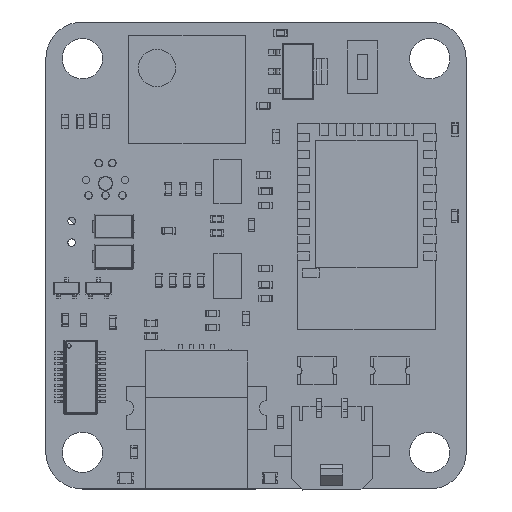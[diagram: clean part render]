
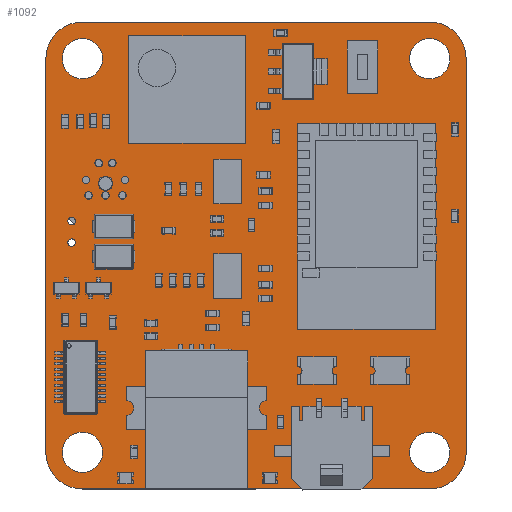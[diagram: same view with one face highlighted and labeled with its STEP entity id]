
A CAD part, top view. The second image highlights one B-rep face of the part: STEP entity #1092.
In plain terms, the highlighted planar face has unit normal (0, 0, 1).
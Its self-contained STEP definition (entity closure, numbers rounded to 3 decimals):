
#251 = VERTEX_POINT('',#252);
#252 = CARTESIAN_POINT('',(-4.326,-46.464,0.));
#258 = EDGE_CURVE('',#251,#259,#261,.T.);
#259 = VERTEX_POINT('',#260);
#260 = CARTESIAN_POINT('',(-4.322,0.,0.)
  );
#261 = LINE('',#262,#263);
#262 = CARTESIAN_POINT('',(-4.326,-46.464,0.));
#263 = VECTOR('',#264,1.);
#264 = DIRECTION('',(0.,1.,0.));
#289 = EDGE_CURVE('',#259,#290,#292,.T.);
#290 = VERTEX_POINT('',#291);
#291 = CARTESIAN_POINT('',(0.,4.318,0.));
#292 = CIRCLE('',#293,4.316);
#293 = AXIS2_PLACEMENT_3D('',#294,#295,#296);
#294 = CARTESIAN_POINT('',(-0.006,0.002,
    0.));
#295 = DIRECTION('',(0.,0.,-1.));
#296 = DIRECTION('',(-1.,-0.001,0.));
#322 = EDGE_CURVE('',#290,#323,#325,.T.);
#323 = VERTEX_POINT('',#324);
#324 = CARTESIAN_POINT('',(40.964,4.322,0.));
#325 = LINE('',#326,#327);
#326 = CARTESIAN_POINT('',(0.,4.318,0.));
#327 = VECTOR('',#328,1.);
#328 = DIRECTION('',(1.,0.,0.));
#353 = EDGE_CURVE('',#323,#354,#356,.T.);
#354 = VERTEX_POINT('',#355);
#355 = CARTESIAN_POINT('',(45.282,0.,0.));
#356 = CIRCLE('',#357,4.316);
#357 = AXIS2_PLACEMENT_3D('',#358,#359,#360);
#358 = CARTESIAN_POINT('',(40.966,0.006,0.)
  );
#359 = DIRECTION('',(0.,0.,-1.));
#360 = DIRECTION('',(-0.001,1.,0.));
#386 = EDGE_CURVE('',#354,#387,#389,.T.);
#387 = VERTEX_POINT('',#388);
#388 = CARTESIAN_POINT('',(45.286,-46.464,0.));
#389 = LINE('',#390,#391);
#390 = CARTESIAN_POINT('',(45.282,0.,0.));
#391 = VECTOR('',#392,1.);
#392 = DIRECTION('',(0.,-1.,0.));
#417 = EDGE_CURVE('',#387,#418,#420,.T.);
#418 = VERTEX_POINT('',#419);
#419 = CARTESIAN_POINT('',(40.964,-50.782,0.));
#420 = CIRCLE('',#421,4.316);
#421 = AXIS2_PLACEMENT_3D('',#422,#423,#424);
#422 = CARTESIAN_POINT('',(40.97,-46.466,0.));
#423 = DIRECTION('',(0.,0.,-1.));
#424 = DIRECTION('',(1.,0.001,0.));
#450 = EDGE_CURVE('',#418,#451,#453,.T.);
#451 = VERTEX_POINT('',#452);
#452 = CARTESIAN_POINT('',(0.,-50.786,0.)
  );
#453 = LINE('',#454,#455);
#454 = CARTESIAN_POINT('',(40.964,-50.782,0.));
#455 = VECTOR('',#456,1.);
#456 = DIRECTION('',(-1.,0.,0.));
#481 = EDGE_CURVE('',#451,#251,#482,.T.);
#482 = CIRCLE('',#483,4.329);
#483 = AXIS2_PLACEMENT_3D('',#484,#485,#486);
#484 = CARTESIAN_POINT('',(0.003,-46.457,0.)
  );
#485 = DIRECTION('',(0.,0.,-1.));
#486 = DIRECTION('',(-0.001,-1.,0.));
#507 = VERTEX_POINT('',#508);
#508 = CARTESIAN_POINT('',(-0.82,-21.717,0.));
#514 = EDGE_CURVE('',#507,#507,#515,.T.);
#515 = CIRCLE('',#516,0.45);
#516 = AXIS2_PLACEMENT_3D('',#517,#518,#519);
#517 = CARTESIAN_POINT('',(-1.27,-21.717,0.));
#518 = DIRECTION('',(0.,0.,1.));
#519 = DIRECTION('',(1.,0.,0.));
#540 = VERTEX_POINT('',#541);
#541 = CARTESIAN_POINT('',(-0.82,-19.177,0.));
#547 = EDGE_CURVE('',#540,#540,#548,.T.);
#548 = CIRCLE('',#549,0.45);
#549 = AXIS2_PLACEMENT_3D('',#550,#551,#552);
#550 = CARTESIAN_POINT('',(-1.27,-19.177,0.));
#551 = DIRECTION('',(0.,0.,1.));
#552 = DIRECTION('',(1.,0.,0.));
#573 = VERTEX_POINT('',#574);
#574 = CARTESIAN_POINT('',(2.38,-46.464,0.));
#580 = EDGE_CURVE('',#573,#573,#581,.T.);
#581 = CIRCLE('',#582,2.38);
#582 = AXIS2_PLACEMENT_3D('',#583,#584,#585);
#583 = CARTESIAN_POINT('',(0.,-46.464,0.));
#584 = DIRECTION('',(0.,0.,1.));
#585 = DIRECTION('',(1.,0.,0.));
#606 = VERTEX_POINT('',#607);
#607 = CARTESIAN_POINT('',(1.171,-16.132,0.));
#613 = EDGE_CURVE('',#606,#606,#614,.T.);
#614 = CIRCLE('',#615,0.45);
#615 = AXIS2_PLACEMENT_3D('',#616,#617,#618);
#616 = CARTESIAN_POINT('',(0.721,-16.132,0.));
#617 = DIRECTION('',(0.,0.,1.));
#618 = DIRECTION('',(1.,0.,0.));
#639 = VERTEX_POINT('',#640);
#640 = CARTESIAN_POINT('',(0.871,-14.332,0.));
#646 = EDGE_CURVE('',#639,#639,#647,.T.);
#647 = CIRCLE('',#648,0.45);
#648 = AXIS2_PLACEMENT_3D('',#649,#650,#651);
#649 = CARTESIAN_POINT('',(0.421,-14.332,0.));
#650 = DIRECTION('',(0.,0.,1.));
#651 = DIRECTION('',(1.,0.,0.));
#672 = VERTEX_POINT('',#673);
#673 = CARTESIAN_POINT('',(2.371,-12.332,0.));
#679 = EDGE_CURVE('',#672,#672,#680,.T.);
#680 = CIRCLE('',#681,0.45);
#681 = AXIS2_PLACEMENT_3D('',#682,#683,#684);
#682 = CARTESIAN_POINT('',(1.921,-12.332,0.));
#683 = DIRECTION('',(0.,0.,1.));
#684 = DIRECTION('',(1.,0.,0.));
#705 = VERTEX_POINT('',#706);
#706 = CARTESIAN_POINT('',(3.571,-14.732,0.));
#712 = EDGE_CURVE('',#705,#705,#713,.T.);
#713 = CIRCLE('',#714,0.85);
#714 = AXIS2_PLACEMENT_3D('',#715,#716,#717);
#715 = CARTESIAN_POINT('',(2.721,-14.732,0.));
#716 = DIRECTION('',(0.,0.,1.));
#717 = DIRECTION('',(1.,0.,0.));
#738 = VERTEX_POINT('',#739);
#739 = CARTESIAN_POINT('',(2.38,0.,0.));
#745 = EDGE_CURVE('',#738,#738,#746,.T.);
#746 = CIRCLE('',#747,2.38);
#747 = AXIS2_PLACEMENT_3D('',#748,#749,#750);
#748 = CARTESIAN_POINT('',(0.,0.,0.));
#749 = DIRECTION('',(0.,0.,1.));
#750 = DIRECTION('',(1.,0.,0.));
#771 = VERTEX_POINT('',#772);
#772 = CARTESIAN_POINT('',(11.412,-41.806,0.));
#778 = EDGE_CURVE('',#771,#771,#779,.T.);
#779 = CIRCLE('',#780,0.7);
#780 = AXIS2_PLACEMENT_3D('',#781,#782,#783);
#781 = CARTESIAN_POINT('',(10.712,-41.806,0.));
#782 = DIRECTION('',(0.,0.,1.));
#783 = DIRECTION('',(1.,0.,0.));
#804 = VERTEX_POINT('',#805);
#805 = CARTESIAN_POINT('',(5.171,-16.132,0.));
#811 = EDGE_CURVE('',#804,#804,#812,.T.);
#812 = CIRCLE('',#813,0.45);
#813 = AXIS2_PLACEMENT_3D('',#814,#815,#816);
#814 = CARTESIAN_POINT('',(4.721,-16.132,0.));
#815 = DIRECTION('',(0.,0.,1.));
#816 = DIRECTION('',(1.,0.,0.));
#837 = VERTEX_POINT('',#838);
#838 = CARTESIAN_POINT('',(43.344,-46.464,0.));
#844 = EDGE_CURVE('',#837,#837,#845,.T.);
#845 = CIRCLE('',#846,2.38);
#846 = AXIS2_PLACEMENT_3D('',#847,#848,#849);
#847 = CARTESIAN_POINT('',(40.964,-46.464,0.));
#848 = DIRECTION('',(0.,0.,1.));
#849 = DIRECTION('',(1.,0.,0.));
#870 = VERTEX_POINT('',#871);
#871 = CARTESIAN_POINT('',(16.912,-41.806,0.));
#877 = EDGE_CURVE('',#870,#870,#878,.T.);
#878 = CIRCLE('',#879,0.7);
#879 = AXIS2_PLACEMENT_3D('',#880,#881,#882);
#880 = CARTESIAN_POINT('',(16.212,-41.806,0.));
#881 = DIRECTION('',(0.,0.,1.));
#882 = DIRECTION('',(1.,0.,0.));
#903 = VERTEX_POINT('',#904);
#904 = CARTESIAN_POINT('',(3.171,-16.132,0.));
#910 = EDGE_CURVE('',#903,#903,#911,.T.);
#911 = CIRCLE('',#912,0.45);
#912 = AXIS2_PLACEMENT_3D('',#913,#914,#915);
#913 = CARTESIAN_POINT('',(2.721,-16.132,0.));
#914 = DIRECTION('',(0.,0.,1.));
#915 = DIRECTION('',(1.,0.,0.));
#936 = VERTEX_POINT('',#937);
#937 = CARTESIAN_POINT('',(3.971,-12.332,0.));
#943 = EDGE_CURVE('',#936,#936,#944,.T.);
#944 = CIRCLE('',#945,0.45);
#945 = AXIS2_PLACEMENT_3D('',#946,#947,#948);
#946 = CARTESIAN_POINT('',(3.521,-12.332,0.));
#947 = DIRECTION('',(0.,0.,1.));
#948 = DIRECTION('',(1.,0.,0.));
#969 = VERTEX_POINT('',#970);
#970 = CARTESIAN_POINT('',(5.471,-14.332,0.));
#976 = EDGE_CURVE('',#969,#969,#977,.T.);
#977 = CIRCLE('',#978,0.45);
#978 = AXIS2_PLACEMENT_3D('',#979,#980,#981);
#979 = CARTESIAN_POINT('',(5.021,-14.332,0.));
#980 = DIRECTION('',(0.,0.,1.));
#981 = DIRECTION('',(1.,0.,0.));
#1002 = VERTEX_POINT('',#1003);
#1003 = CARTESIAN_POINT('',(43.344,0.,0.));
#1009 = EDGE_CURVE('',#1002,#1002,#1010,.T.);
#1010 = CIRCLE('',#1011,2.38);
#1011 = AXIS2_PLACEMENT_3D('',#1012,#1013,#1014);
#1012 = CARTESIAN_POINT('',(40.964,0.,0.));
#1013 = DIRECTION('',(0.,0.,1.));
#1014 = DIRECTION('',(1.,0.,0.));
#1092 = ADVANCED_FACE('',(#1093,#1103,#1106,#1109,#1112,#1115,#1118,
    #1121,#1124,#1127,#1130,#1133,#1136,#1139,#1142,#1145,#1148),#1151,
  .T.);
#1093 = FACE_BOUND('',#1094,.F.);
#1094 = EDGE_LOOP('',(#1095,#1096,#1097,#1098,#1099,#1100,#1101,#1102));
#1095 = ORIENTED_EDGE('',*,*,#258,.T.);
#1096 = ORIENTED_EDGE('',*,*,#289,.T.);
#1097 = ORIENTED_EDGE('',*,*,#322,.T.);
#1098 = ORIENTED_EDGE('',*,*,#353,.T.);
#1099 = ORIENTED_EDGE('',*,*,#386,.T.);
#1100 = ORIENTED_EDGE('',*,*,#417,.T.);
#1101 = ORIENTED_EDGE('',*,*,#450,.T.);
#1102 = ORIENTED_EDGE('',*,*,#481,.T.);
#1103 = FACE_BOUND('',#1104,.T.);
#1104 = EDGE_LOOP('',(#1105));
#1105 = ORIENTED_EDGE('',*,*,#514,.F.);
#1106 = FACE_BOUND('',#1107,.T.);
#1107 = EDGE_LOOP('',(#1108));
#1108 = ORIENTED_EDGE('',*,*,#547,.F.);
#1109 = FACE_BOUND('',#1110,.T.);
#1110 = EDGE_LOOP('',(#1111));
#1111 = ORIENTED_EDGE('',*,*,#580,.F.);
#1112 = FACE_BOUND('',#1113,.T.);
#1113 = EDGE_LOOP('',(#1114));
#1114 = ORIENTED_EDGE('',*,*,#613,.F.);
#1115 = FACE_BOUND('',#1116,.T.);
#1116 = EDGE_LOOP('',(#1117));
#1117 = ORIENTED_EDGE('',*,*,#646,.F.);
#1118 = FACE_BOUND('',#1119,.T.);
#1119 = EDGE_LOOP('',(#1120));
#1120 = ORIENTED_EDGE('',*,*,#679,.F.);
#1121 = FACE_BOUND('',#1122,.T.);
#1122 = EDGE_LOOP('',(#1123));
#1123 = ORIENTED_EDGE('',*,*,#712,.F.);
#1124 = FACE_BOUND('',#1125,.T.);
#1125 = EDGE_LOOP('',(#1126));
#1126 = ORIENTED_EDGE('',*,*,#745,.F.);
#1127 = FACE_BOUND('',#1128,.T.);
#1128 = EDGE_LOOP('',(#1129));
#1129 = ORIENTED_EDGE('',*,*,#778,.F.);
#1130 = FACE_BOUND('',#1131,.T.);
#1131 = EDGE_LOOP('',(#1132));
#1132 = ORIENTED_EDGE('',*,*,#811,.F.);
#1133 = FACE_BOUND('',#1134,.T.);
#1134 = EDGE_LOOP('',(#1135));
#1135 = ORIENTED_EDGE('',*,*,#844,.F.);
#1136 = FACE_BOUND('',#1137,.T.);
#1137 = EDGE_LOOP('',(#1138));
#1138 = ORIENTED_EDGE('',*,*,#877,.F.);
#1139 = FACE_BOUND('',#1140,.T.);
#1140 = EDGE_LOOP('',(#1141));
#1141 = ORIENTED_EDGE('',*,*,#910,.F.);
#1142 = FACE_BOUND('',#1143,.T.);
#1143 = EDGE_LOOP('',(#1144));
#1144 = ORIENTED_EDGE('',*,*,#943,.F.);
#1145 = FACE_BOUND('',#1146,.T.);
#1146 = EDGE_LOOP('',(#1147));
#1147 = ORIENTED_EDGE('',*,*,#976,.F.);
#1148 = FACE_BOUND('',#1149,.T.);
#1149 = EDGE_LOOP('',(#1150));
#1150 = ORIENTED_EDGE('',*,*,#1009,.F.);
#1151 = PLANE('',#1152);
#1152 = AXIS2_PLACEMENT_3D('',#1153,#1154,#1155);
#1153 = CARTESIAN_POINT('',(-4.326,-46.464,0.));
#1154 = DIRECTION('',(0.,0.,1.));
#1155 = DIRECTION('',(1.,0.,0.));
